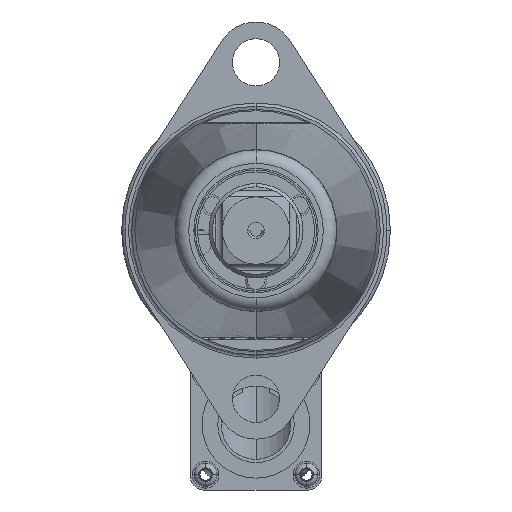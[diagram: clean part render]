
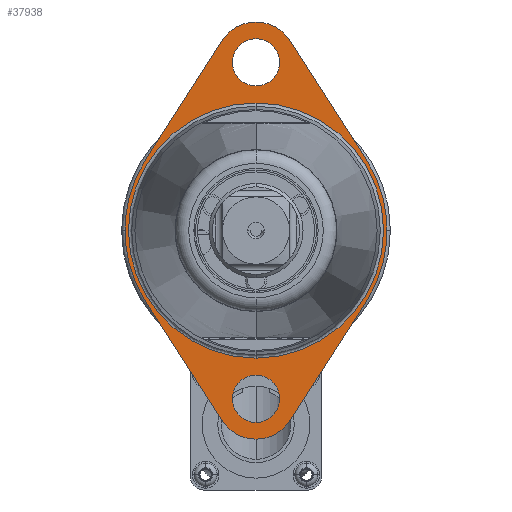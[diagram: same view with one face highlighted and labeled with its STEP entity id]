
A CAD part, left-side view. The second image highlights one B-rep face of the part: STEP entity #37938.
In plain terms, the highlighted planar face has unit normal (-1, 0, 0).
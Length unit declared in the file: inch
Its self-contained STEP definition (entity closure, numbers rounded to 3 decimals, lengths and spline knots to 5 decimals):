
#36076=CARTESIAN_POINT('',(-12.794,0.005,1.5625));
#36077=DIRECTION('',(-1.,0.,0.));
#36078=DIRECTION('',(0.,-0.842,0.54));
#36079=AXIS2_PLACEMENT_3D('',#36076,#36077,#36078);
#36081=DIRECTION('',(0.,0.54,0.842));
#36082=VECTOR('',#36081,1.31494);
#36083=CARTESIAN_POINT('',(-12.794,-1.02086,0.65846));
#36084=LINE('',#36083,#36082);
#36085=CARTESIAN_POINT('',(-12.794,0.005,0.));
#36086=DIRECTION('',(-1.,0.,0.));
#36087=DIRECTION('',(0.,-0.842,-0.54));
#36088=AXIS2_PLACEMENT_3D('',#36085,#36086,#36087);
#36090=DIRECTION('',(0.,-0.54,0.842));
#36091=VECTOR('',#36090,1.31494);
#36092=CARTESIAN_POINT('',(-12.794,-0.31059,-1.76506));
#36093=LINE('',#36092,#36091);
#36094=CARTESIAN_POINT('',(-12.794,0.005,-1.5625));
#36095=DIRECTION('',(-1.,0.,0.));
#36096=DIRECTION('',(0.,0.842,-0.54));
#36097=AXIS2_PLACEMENT_3D('',#36094,#36095,#36096);
#36099=DIRECTION('',(0.,-0.54,-0.842));
#36100=VECTOR('',#36099,1.31494);
#36101=CARTESIAN_POINT('',(-12.794,1.03086,-0.65846));
#36102=LINE('',#36101,#36100);
#36103=CARTESIAN_POINT('',(-12.794,0.005,0.));
#36104=DIRECTION('',(-1.,0.,0.));
#36105=DIRECTION('',(0.,0.842,0.54));
#36106=AXIS2_PLACEMENT_3D('',#36103,#36104,#36105);
#36108=DIRECTION('',(0.,0.54,-0.842));
#36109=VECTOR('',#36108,1.31494);
#36110=CARTESIAN_POINT('',(-12.794,0.32059,1.76506));
#36111=LINE('',#36110,#36109);
#36112=CARTESIAN_POINT('',(-12.794,0.005,1.5625));
#36113=DIRECTION('',(-1.,0.,0.));
#36114=DIRECTION('',(0.,0.,-1.));
#36115=AXIS2_PLACEMENT_3D('',#36112,#36113,#36114);
#36117=CARTESIAN_POINT('',(-12.794,0.005,1.5625));
#36118=DIRECTION('',(-1.,0.,0.));
#36119=DIRECTION('',(0.,0.,1.));
#36120=AXIS2_PLACEMENT_3D('',#36117,#36118,#36119);
#36122=CARTESIAN_POINT('',(-12.794,0.005,-1.5625));
#36123=DIRECTION('',(-1.,0.,0.));
#36124=DIRECTION('',(0.,0.,-1.));
#36125=AXIS2_PLACEMENT_3D('',#36122,#36123,#36124);
#36127=CARTESIAN_POINT('',(-12.794,0.005,-1.5625));
#36128=DIRECTION('',(-1.,0.,0.));
#36129=DIRECTION('',(0.,0.,1.));
#36130=AXIS2_PLACEMENT_3D('',#36127,#36128,#36129);
#36132=CARTESIAN_POINT('',(-12.794,0.005,0.));
#36133=DIRECTION('',(-1.,0.,0.));
#36134=DIRECTION('',(0.,0.,-1.));
#36135=AXIS2_PLACEMENT_3D('',#36132,#36133,#36134);
#36147=CARTESIAN_POINT('',(-12.794,0.005,0.));
#36148=DIRECTION('',(-1.,0.,0.));
#36149=DIRECTION('',(0.,0.,1.));
#36150=AXIS2_PLACEMENT_3D('',#36147,#36148,#36149);
#36237=CARTESIAN_POINT('',(-12.794,-0.31059,1.76506));
#36238=CARTESIAN_POINT('',(-12.794,0.32059,1.76506));
#36239=VERTEX_POINT('',#36237);
#36240=VERTEX_POINT('',#36238);
#36241=CARTESIAN_POINT('',(-12.794,1.03086,0.65846));
#36242=VERTEX_POINT('',#36241);
#36243=CARTESIAN_POINT('',(-12.794,1.03086,-0.65846));
#36244=VERTEX_POINT('',#36243);
#36245=CARTESIAN_POINT('',(-12.794,0.32059,-1.76506));
#36246=VERTEX_POINT('',#36245);
#36247=CARTESIAN_POINT('',(-12.794,-0.31059,-1.76506));
#36248=VERTEX_POINT('',#36247);
#36249=CARTESIAN_POINT('',(-12.794,-1.02086,-0.65846));
#36250=VERTEX_POINT('',#36249);
#36251=CARTESIAN_POINT('',(-12.794,-1.02086,0.65846));
#36252=VERTEX_POINT('',#36251);
#36253=CARTESIAN_POINT('',(-12.794,0.005,-1.343));
#36254=CARTESIAN_POINT('',(-12.794,0.005,-1.782));
#36255=VERTEX_POINT('',#36253);
#36256=VERTEX_POINT('',#36254);
#36257=CARTESIAN_POINT('',(-12.794,0.005,1.343));
#36258=CARTESIAN_POINT('',(-12.794,0.005,1.782));
#36259=VERTEX_POINT('',#36257);
#36260=VERTEX_POINT('',#36258);
#36277=CARTESIAN_POINT('',(-12.794,0.005,-1.185));
#36278=CARTESIAN_POINT('',(-12.794,0.005,1.185));
#36279=VERTEX_POINT('',#36277);
#36280=VERTEX_POINT('',#36278);
#37905=CARTESIAN_POINT('',(-12.794,0.005,0.));
#37906=DIRECTION('',(-1.,0.,0.));
#37907=DIRECTION('',(0.,-1.,0.));
#37908=AXIS2_PLACEMENT_3D('',#37905,#37906,#37907);
#37909=PLANE('',#37908);
#37910=ORIENTED_EDGE('',*,*,#37801,.F.);
#37911=ORIENTED_EDGE('',*,*,#37816,.F.);
#37912=ORIENTED_EDGE('',*,*,#37830,.F.);
#37913=ORIENTED_EDGE('',*,*,#37844,.F.);
#37914=ORIENTED_EDGE('',*,*,#37858,.F.);
#37915=ORIENTED_EDGE('',*,*,#37872,.F.);
#37916=ORIENTED_EDGE('',*,*,#37886,.F.);
#37917=ORIENTED_EDGE('',*,*,#37899,.F.);
#37918=EDGE_LOOP('',(#37910,#37911,#37912,#37913,#37914,#37915,#37916,#37917));
#37919=FACE_OUTER_BOUND('',#37918,.F.);
#37921=ORIENTED_EDGE('',*,*,#37920,.T.);
#37923=ORIENTED_EDGE('',*,*,#37922,.T.);
#37924=EDGE_LOOP('',(#37921,#37923));
#37925=FACE_BOUND('',#37924,.F.);
#37927=ORIENTED_EDGE('',*,*,#37926,.T.);
#37929=ORIENTED_EDGE('',*,*,#37928,.T.);
#37930=EDGE_LOOP('',(#37927,#37929));
#37931=FACE_BOUND('',#37930,.F.);
#37933=ORIENTED_EDGE('',*,*,#37932,.T.);
#37935=ORIENTED_EDGE('',*,*,#37934,.T.);
#37936=EDGE_LOOP('',(#37933,#37935));
#37937=FACE_BOUND('',#37936,.F.);
#37938=ADVANCED_FACE('',(#37919,#37925,#37931,#37937),#37909,.T.);
#36080=CIRCLE('',#36079,0.375);
#36089=CIRCLE('',#36088,1.219);
#36098=CIRCLE('',#36097,0.375);
#36107=CIRCLE('',#36106,1.219);
#36116=CIRCLE('',#36115,0.2195);
#36121=CIRCLE('',#36120,0.2195);
#36126=CIRCLE('',#36125,0.2195);
#36131=CIRCLE('',#36130,0.2195);
#36136=CIRCLE('',#36135,1.185);
#36151=CIRCLE('',#36150,1.185);
#37801=EDGE_CURVE('',#36239,#36240,#36080,.T.);
#37816=EDGE_CURVE('',#36252,#36239,#36084,.T.);
#37830=EDGE_CURVE('',#36250,#36252,#36089,.T.);
#37844=EDGE_CURVE('',#36248,#36250,#36093,.T.);
#37858=EDGE_CURVE('',#36246,#36248,#36098,.T.);
#37872=EDGE_CURVE('',#36244,#36246,#36102,.T.);
#37886=EDGE_CURVE('',#36242,#36244,#36107,.T.);
#37899=EDGE_CURVE('',#36240,#36242,#36111,.T.);
#37920=EDGE_CURVE('',#36259,#36260,#36116,.T.);
#37922=EDGE_CURVE('',#36260,#36259,#36121,.T.);
#37926=EDGE_CURVE('',#36256,#36255,#36126,.T.);
#37928=EDGE_CURVE('',#36255,#36256,#36131,.T.);
#37932=EDGE_CURVE('',#36279,#36280,#36136,.T.);
#37934=EDGE_CURVE('',#36280,#36279,#36151,.T.);
